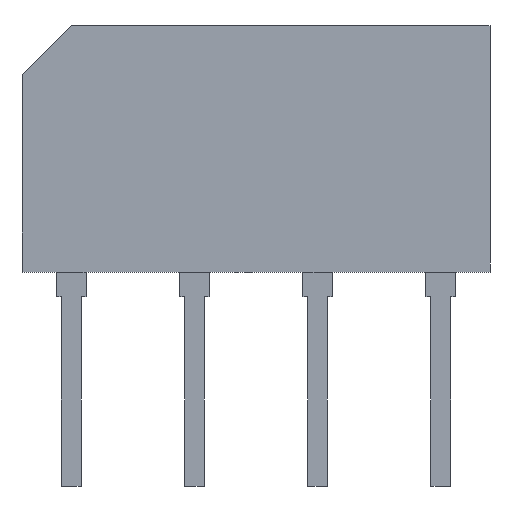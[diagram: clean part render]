
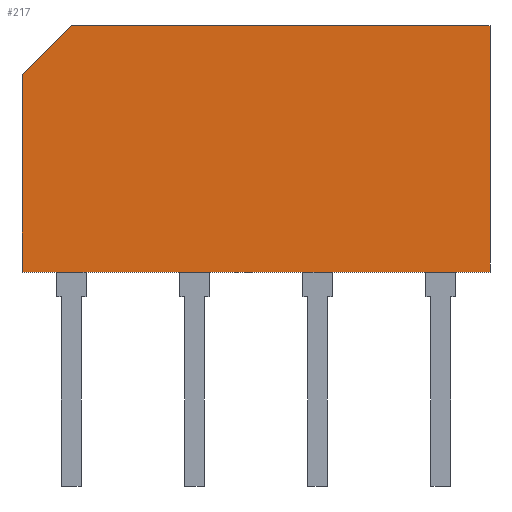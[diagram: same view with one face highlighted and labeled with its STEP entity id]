
A CAD part, front view. The second image highlights one B-rep face of the part: STEP entity #217.
In plain terms, the highlighted planar face has unit normal (0, -1, 0).
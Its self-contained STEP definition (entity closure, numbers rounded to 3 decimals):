
#24=VERTEX_POINT('',#25);
#25=CARTESIAN_POINT('',(-2.,-1.75,9.));
#29=ORIENTED_EDGE('',*,*,#30,.T.);
#30=EDGE_CURVE('',#24,#31,#33,.T.);
#31=VERTEX_POINT('',#32);
#32=CARTESIAN_POINT('',(-2.,-1.75,1.));
#33=LINE('',#25,#34);
#34=VECTOR('',#35,1.);
#35=DIRECTION('',(0.,0.,-1.));
#46=DIRECTION('',(1.,0.,0.));
#51=EDGE_CURVE('',#24,#52,#54,.T.);
#52=VERTEX_POINT('',#53);
#53=CARTESIAN_POINT('',(0.,-1.75,11.));
#54=LINE('',#25,#55);
#55=VECTOR('',#56,1.);
#56=DIRECTION('',(0.707,0.,0.707)  );
#72=ORIENTED_EDGE('',*,*,#73,.T.);
#73=EDGE_CURVE('',#31,#74,#76,.T.);
#74=VERTEX_POINT('',#75);
#75=CARTESIAN_POINT('',(17.,-1.75,1.));
#76=LINE('',#32,#77);
#77=VECTOR('',#46,1.);
#207=VECTOR('',#208,1.);
#208=DIRECTION('',(0.,0.,1.));
#212=VECTOR('',#213,1.);
#213=DIRECTION('',(-1.,0.,0.));
#216=DIRECTION('',(0.,1.,0.));
#217=ADVANCED_FACE('',(#218),#229,.F.);
#218=FACE_BOUND('',#219,.T.);
#219=EDGE_LOOP('',(#29,#72,#220,#225,#228));
#220=ORIENTED_EDGE('',*,*,#221,.T.);
#221=EDGE_CURVE('',#74,#222,#224,.T.);
#222=VERTEX_POINT('',#223);
#223=CARTESIAN_POINT('',(17.,-1.75,11.));
#224=LINE('',#75,#207);
#225=ORIENTED_EDGE('',*,*,#226,.T.);
#226=EDGE_CURVE('',#222,#52,#227,.T.);
#227=LINE('',#223,#212);
#228=ORIENTED_EDGE('',*,*,#51,.F.);
#229=PLANE('',#230);
#230=AXIS2_PLACEMENT_3D('',#25,#216,#208);
